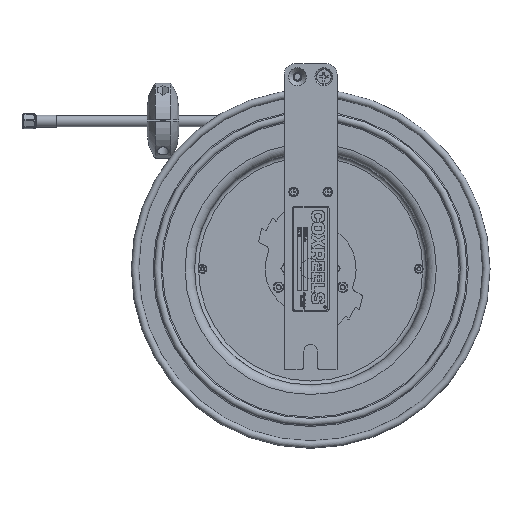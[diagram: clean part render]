
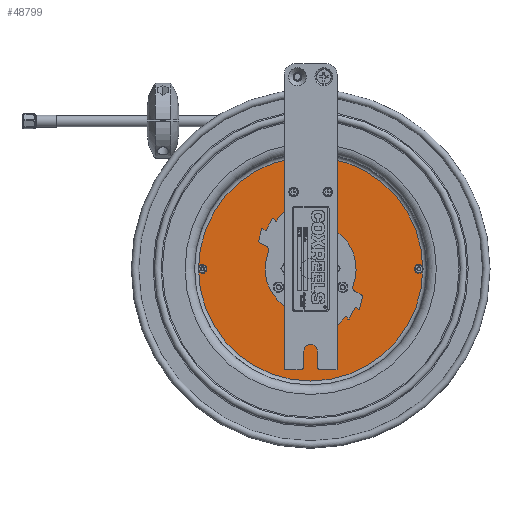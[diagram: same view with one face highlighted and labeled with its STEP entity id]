
A CAD part, top view. The second image highlights one B-rep face of the part: STEP entity #48799.
In plain terms, the highlighted planar face has unit normal (0, 0, 1).
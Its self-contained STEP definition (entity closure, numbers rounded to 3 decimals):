
#924=PLANE('',#51590);
#1504=FACE_BOUND('',#6925,.T.);
#1505=FACE_BOUND('',#6926,.T.);
#1506=FACE_BOUND('',#6927,.T.);
#1507=FACE_BOUND('',#6928,.T.);
#1508=FACE_BOUND('',#6929,.T.);
#1509=FACE_BOUND('',#6930,.T.);
#4920=FACE_OUTER_BOUND('',#6924,.T.);
#6924=EDGE_LOOP('',(#39482,#39483));
#6925=EDGE_LOOP('',(#39484));
#6926=EDGE_LOOP('',(#39485,#39486,#39487,#39488));
#6927=EDGE_LOOP('',(#39489,#39490,#39491,#39492));
#6928=EDGE_LOOP('',(#39493,#39494,#39495,#39496));
#6929=EDGE_LOOP('',(#39497));
#6930=EDGE_LOOP('',(#39498));
#10032=LINE('',#80165,#14725);
#10033=LINE('',#80167,#14726);
#10034=LINE('',#80169,#14727);
#10035=LINE('',#80170,#14728);
#10036=LINE('',#80173,#14729);
#10037=LINE('',#80175,#14730);
#10038=LINE('',#80177,#14731);
#10039=LINE('',#80178,#14732);
#10040=LINE('',#80181,#14733);
#10041=LINE('',#80183,#14734);
#10042=LINE('',#80185,#14735);
#10043=LINE('',#80186,#14736);
#14725=VECTOR('',#58308,0.394);
#14726=VECTOR('',#58309,0.394);
#14727=VECTOR('',#58310,0.394);
#14728=VECTOR('',#58311,0.394);
#14729=VECTOR('',#58312,0.394);
#14730=VECTOR('',#58313,0.394);
#14731=VECTOR('',#58314,0.394);
#14732=VECTOR('',#58315,0.394);
#14733=VECTOR('',#58316,0.394);
#14734=VECTOR('',#58317,0.394);
#14735=VECTOR('',#58318,0.394);
#14736=VECTOR('',#58319,0.394);
#18198=CIRCLE('',#51591,5.313);
#18199=CIRCLE('',#51592,5.313);
#18200=CIRCLE('',#51593,0.94);
#18201=CIRCLE('',#51594,0.1);
#18202=CIRCLE('',#51595,0.1);
#21695=VERTEX_POINT('',#80157);
#21696=VERTEX_POINT('',#80158);
#21697=VERTEX_POINT('',#80161);
#21698=VERTEX_POINT('',#80163);
#21699=VERTEX_POINT('',#80164);
#21700=VERTEX_POINT('',#80166);
#21701=VERTEX_POINT('',#80168);
#21702=VERTEX_POINT('',#80171);
#21703=VERTEX_POINT('',#80172);
#21704=VERTEX_POINT('',#80174);
#21705=VERTEX_POINT('',#80176);
#21706=VERTEX_POINT('',#80179);
#21707=VERTEX_POINT('',#80180);
#21708=VERTEX_POINT('',#80182);
#21709=VERTEX_POINT('',#80184);
#21710=VERTEX_POINT('',#80187);
#21711=VERTEX_POINT('',#80189);
#29082=EDGE_CURVE('',#21695,#21696,#18198,.T.);
#29083=EDGE_CURVE('',#21696,#21695,#18199,.T.);
#29084=EDGE_CURVE('',#21697,#21697,#18200,.T.);
#29085=EDGE_CURVE('',#21698,#21699,#10032,.T.);
#29086=EDGE_CURVE('',#21699,#21700,#10033,.T.);
#29087=EDGE_CURVE('',#21700,#21701,#10034,.T.);
#29088=EDGE_CURVE('',#21701,#21698,#10035,.T.);
#29089=EDGE_CURVE('',#21702,#21703,#10036,.T.);
#29090=EDGE_CURVE('',#21703,#21704,#10037,.T.);
#29091=EDGE_CURVE('',#21704,#21705,#10038,.T.);
#29092=EDGE_CURVE('',#21705,#21702,#10039,.T.);
#29093=EDGE_CURVE('',#21706,#21707,#10040,.T.);
#29094=EDGE_CURVE('',#21707,#21708,#10041,.T.);
#29095=EDGE_CURVE('',#21708,#21709,#10042,.T.);
#29096=EDGE_CURVE('',#21709,#21706,#10043,.T.);
#29097=EDGE_CURVE('',#21710,#21710,#18201,.T.);
#29098=EDGE_CURVE('',#21711,#21711,#18202,.T.);
#39482=ORIENTED_EDGE('',*,*,#29082,.F.);
#39483=ORIENTED_EDGE('',*,*,#29083,.F.);
#39484=ORIENTED_EDGE('',*,*,#29084,.T.);
#39485=ORIENTED_EDGE('',*,*,#29085,.T.);
#39486=ORIENTED_EDGE('',*,*,#29086,.T.);
#39487=ORIENTED_EDGE('',*,*,#29087,.T.);
#39488=ORIENTED_EDGE('',*,*,#29088,.T.);
#39489=ORIENTED_EDGE('',*,*,#29089,.T.);
#39490=ORIENTED_EDGE('',*,*,#29090,.T.);
#39491=ORIENTED_EDGE('',*,*,#29091,.T.);
#39492=ORIENTED_EDGE('',*,*,#29092,.T.);
#39493=ORIENTED_EDGE('',*,*,#29093,.T.);
#39494=ORIENTED_EDGE('',*,*,#29094,.T.);
#39495=ORIENTED_EDGE('',*,*,#29095,.T.);
#39496=ORIENTED_EDGE('',*,*,#29096,.T.);
#39497=ORIENTED_EDGE('',*,*,#29097,.T.);
#39498=ORIENTED_EDGE('',*,*,#29098,.T.);
#48799=ADVANCED_FACE('',(#4920,#1504,#1505,#1506,#1507,#1508,#1509),#924,
 .T.);
#51590=AXIS2_PLACEMENT_3D('',#80156,#58300,#58301);
#51591=AXIS2_PLACEMENT_3D('',#80159,#58302,#58303);
#51592=AXIS2_PLACEMENT_3D('',#80160,#58304,#58305);
#51593=AXIS2_PLACEMENT_3D('',#80162,#58306,#58307);
#51594=AXIS2_PLACEMENT_3D('',#80188,#58320,#58321);
#51595=AXIS2_PLACEMENT_3D('',#80190,#58322,#58323);
#58300=DIRECTION('center_axis',(0.,0.,
1.));
#58301=DIRECTION('ref_axis',(0.,1.,0.));
#58302=DIRECTION('center_axis',(0.,0.,
-1.));
#58303=DIRECTION('ref_axis',(-1.,0.,0.));
#58304=DIRECTION('center_axis',(0.,0.,
-1.));
#58305=DIRECTION('ref_axis',(-1.,0.,0.));
#58306=DIRECTION('center_axis',(0.,0.,
-1.));
#58307=DIRECTION('ref_axis',(1.,0.,0.));
#58308=DIRECTION('',(0.,1.,0.));
#58309=DIRECTION('',(1.,0.,0.));
#58310=DIRECTION('',(0.,-1.,0.));
#58311=DIRECTION('',(-1.,0.,0.));
#58312=DIRECTION('',(-1.,0.,0.));
#58313=DIRECTION('',(0.,1.,0.));
#58314=DIRECTION('',(1.,0.,0.));
#58315=DIRECTION('',(0.,-1.,0.));
#58316=DIRECTION('',(0.,1.,0.));
#58317=DIRECTION('',(1.,0.,0.));
#58318=DIRECTION('',(0.,-1.,0.));
#58319=DIRECTION('',(-1.,0.,0.));
#58320=DIRECTION('center_axis',(0.,0.,
-1.));
#58321=DIRECTION('ref_axis',(1.,0.,0.));
#58322=DIRECTION('center_axis',(0.,0.,
-1.));
#58323=DIRECTION('ref_axis',(1.,0.,0.));
#80156=CARTESIAN_POINT('Origin',(-2.657,-2.475,-1.523));
#80157=CARTESIAN_POINT('',(-5.313,-2.475,-1.523));
#80158=CARTESIAN_POINT('',(0.,2.838,-1.523));
#80159=CARTESIAN_POINT('Origin',(0.,-2.475,-1.523));
#80160=CARTESIAN_POINT('Origin',(0.,-2.475,-1.523));
#80161=CARTESIAN_POINT('',(-0.94,-2.475,-1.523));
#80162=CARTESIAN_POINT('Origin',(0.,-2.475,-1.523));
#80163=CARTESIAN_POINT('',(-1.65,-3.484,-1.523));
#80164=CARTESIAN_POINT('',(-1.65,-3.216,-1.523));
#80165=CARTESIAN_POINT('',(-1.65,-2.98,-1.523));
#80166=CARTESIAN_POINT('',(-1.382,-3.216,-1.523));
#80167=CARTESIAN_POINT('',(-2.153,-3.216,-1.523));
#80168=CARTESIAN_POINT('',(-1.382,-3.484,-1.523));
#80169=CARTESIAN_POINT('',(-1.382,-2.846,-1.523));
#80170=CARTESIAN_POINT('',(-2.019,-3.484,-1.523));
#80171=CARTESIAN_POINT('',(0.134,-0.859,-1.523));
#80172=CARTESIAN_POINT('',(-0.134,-0.859,-1.523));
#80173=CARTESIAN_POINT('',(-1.261,-0.859,-1.523));
#80174=CARTESIAN_POINT('',(-0.134,-0.591,-1.523));
#80175=CARTESIAN_POINT('',(-0.134,-1.667,-1.523));
#80176=CARTESIAN_POINT('',(0.134,-0.591,-1.523));
#80177=CARTESIAN_POINT('',(-1.395,-0.591,-1.523));
#80178=CARTESIAN_POINT('',(0.134,-1.533,-1.523));
#80179=CARTESIAN_POINT('',(1.382,-3.484,-1.523));
#80180=CARTESIAN_POINT('',(1.382,-3.216,-1.523));
#80181=CARTESIAN_POINT('',(1.382,-2.98,-1.523));
#80182=CARTESIAN_POINT('',(1.65,-3.216,-1.523));
#80183=CARTESIAN_POINT('',(-0.638,-3.216,-1.523));
#80184=CARTESIAN_POINT('',(1.65,-3.484,-1.523));
#80185=CARTESIAN_POINT('',(1.65,-2.846,-1.523));
#80186=CARTESIAN_POINT('',(-0.504,-3.484,-1.523));
#80187=CARTESIAN_POINT('',(-5.225,-2.475,-1.523));
#80188=CARTESIAN_POINT('Origin',(-5.125,-2.475,-1.523));
#80189=CARTESIAN_POINT('',(5.025,-2.475,-1.523));
#80190=CARTESIAN_POINT('Origin',(5.125,-2.475,-1.523));
